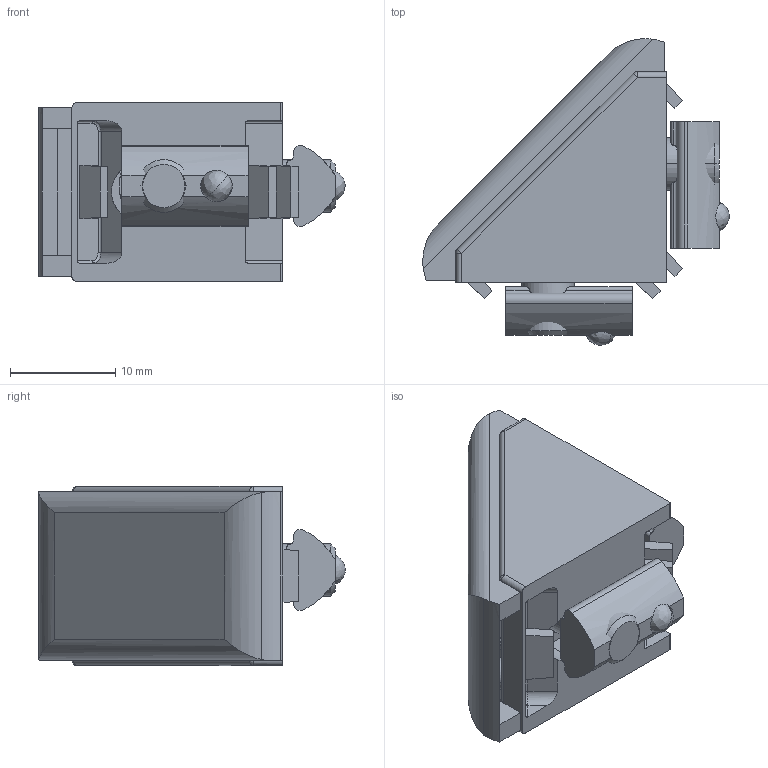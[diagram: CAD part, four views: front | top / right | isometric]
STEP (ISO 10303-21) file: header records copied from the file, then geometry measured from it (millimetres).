
FILE_DESCRIPTION (( 'STEP AP214' ), '1' );
FILE_NAME ('252300109.STEP', '2014-02-19T12:47:14', ( '' ), ( '' ), 'SwSTEP 2.0', 'SolidWorks 2014', '' );
FILE_SCHEMA (( 'AUTOMOTIVE_DESIGN' ));
Length unit declared in the file: millimetre
Products named in the file (1): 252300109
Bounding box: 29.09 x 29.09 x 17 mm (x, y, z)
Volume: 4392.1 mm3; surface area: 5244.7 mm2
Topology: 8 solids, 8 shells, 356 faces, 913 edges, 568 vertices
Faces by surface type: plane 156, cylinder 128, bspline 47, cone 25
Entity records: 15643 total; most frequent: CARTESIAN_POINT 3264, ORIENTED_EDGE 1802, DIRECTION 1698, EDGE_CURVE 901, AXIS2_PLACEMENT_3D 596, VERTEX_POINT 568, VECTOR 506, LINE 506
